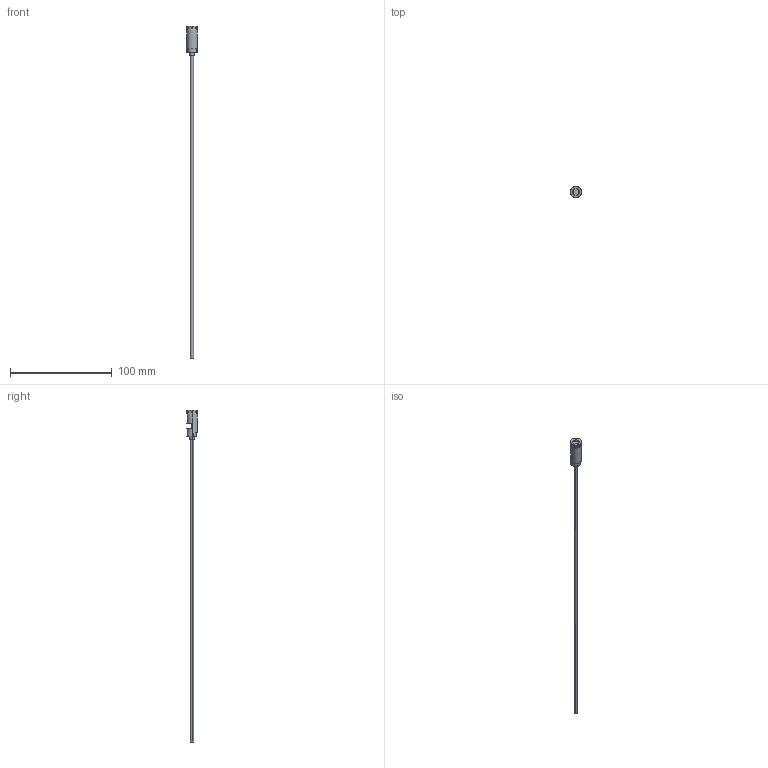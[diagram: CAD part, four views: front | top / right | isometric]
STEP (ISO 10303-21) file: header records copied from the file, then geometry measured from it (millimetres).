
FILE_DESCRIPTION (( 'STEP AP203' ), '1' );
FILE_NAME ('8a58.STEP', '2023-09-26T19:16:19', ( '' ), ( '' ), 'SwSTEP 2.0', 'SolidWorks 2019', '' );
FILE_SCHEMA (( 'CONFIG_CONTROL_DESIGN' ));
Length unit declared in the file: millimetre
Products named in the file (1): 8a58
Bounding box: 11.5 x 11.5 x 326.5 mm (x, y, z)
Volume: 2616.6 mm3; surface area: 6436.1 mm2
Topology: 1 solids, 1 shells, 55 faces, 122 edges, 74 vertices
Faces by surface type: plane 24, cylinder 19, cone 6, torus 6
Entity records: 1601 total; most frequent: DIRECTION 286, CARTESIAN_POINT 264, ORIENTED_EDGE 244, EDGE_CURVE 122, AXIS2_PLACEMENT_3D 112, VERTEX_POINT 74, VECTOR 62, EDGE_LOOP 62
